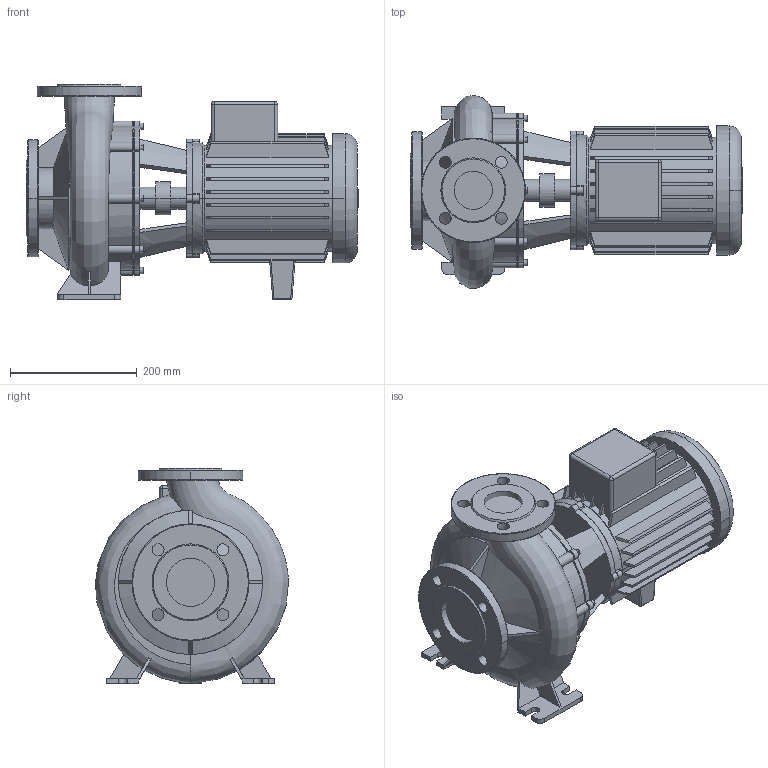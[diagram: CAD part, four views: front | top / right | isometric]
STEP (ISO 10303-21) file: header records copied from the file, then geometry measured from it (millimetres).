
FILE_DESCRIPTION((''),'2;1');
FILE_NAME('3d_BM50_165-7_5_2-2096565.stp','2011-01-26T14:44:58',(''),(''),'Mechanical Desktop 2008','Mechanical Desktop 2008',', , ');
FILE_SCHEMA(('CONFIG_CONTROL_DESIGN'));
Length unit declared in the file: millimetre
Products named in the file (1): Product
Bounding box: 524.5 x 304.72 x 340 mm (x, y, z)
Volume: 15931373.2 mm3; surface area: 1019501.7 mm2
Topology: 11 solids, 11 shells, 625 faces, 1591 edges, 1022 vertices
Faces by surface type: plane 284, bspline 161, cylinder 126, cone 44, sphere 8, torus 2
Entity records: 26725 total; most frequent: CARTESIAN_POINT 12299, ORIENTED_EDGE 3166, DIRECTION 2717, EDGE_CURVE 1583, VERTEX_POINT 1022, AXIS2_PLACEMENT_3D 921, VECTOR 875, LINE 875
